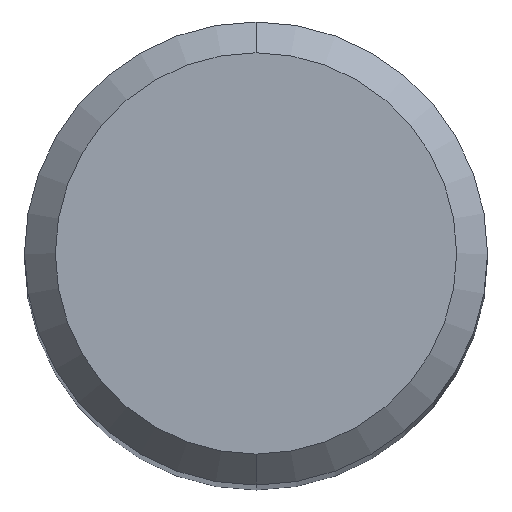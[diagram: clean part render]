
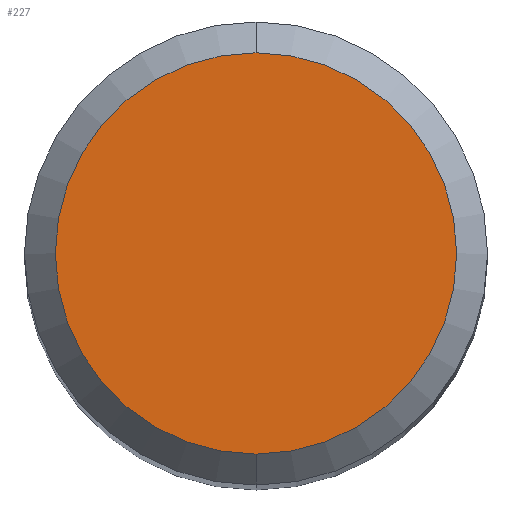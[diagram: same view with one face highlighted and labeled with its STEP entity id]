
A CAD part, top view. The second image highlights one B-rep face of the part: STEP entity #227.
In plain terms, the highlighted planar face has unit normal (0, 0, 1).
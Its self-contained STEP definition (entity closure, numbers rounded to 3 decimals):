
#131=EDGE_CURVE('',#197,#183,#284,.T.);
#183=VERTEX_POINT('',#344);
#197=VERTEX_POINT('',#359);
#199=EDGE_CURVE('',#183,#197,#361,.T.);
#227=ADVANCED_FACE('',(#393),#394,.T.);
#284=CIRCLE('',#457,2.6);
#344=CARTESIAN_POINT('',(0.0,2.6,0.0));
#359=CARTESIAN_POINT('',(0.,-2.6,0.0));
#361=CIRCLE('',#559,2.6);
#393=FACE_OUTER_BOUND('',#595,.T.);
#394=PLANE('',#596);
#457=AXIS2_PLACEMENT_3D('',#632,#633,#634);
#559=AXIS2_PLACEMENT_3D('',#738,#739,#740);
#595=EDGE_LOOP('',(#780,#781));
#596=AXIS2_PLACEMENT_3D('',#782,#783,#784);
#632=CARTESIAN_POINT('',(0.0,0.0,0.0));
#633=DIRECTION('',(0.0,0.0,-1.0));
#634=DIRECTION('',(0.0,1.0,0.0));
#738=CARTESIAN_POINT('',(0.0,0.0,0.0));
#739=DIRECTION('',(0.0,0.0,-1.0));
#740=DIRECTION('',(0.0,1.0,0.0));
#780=ORIENTED_EDGE('',*,*,#199,.F.);
#781=ORIENTED_EDGE('',*,*,#131,.F.);
#782=CARTESIAN_POINT('',(0.0,1.3,0.0));
#783=DIRECTION('',(-0.0,0.0,1.0));
#784=DIRECTION('',(0.0,-1.0,0.0));
